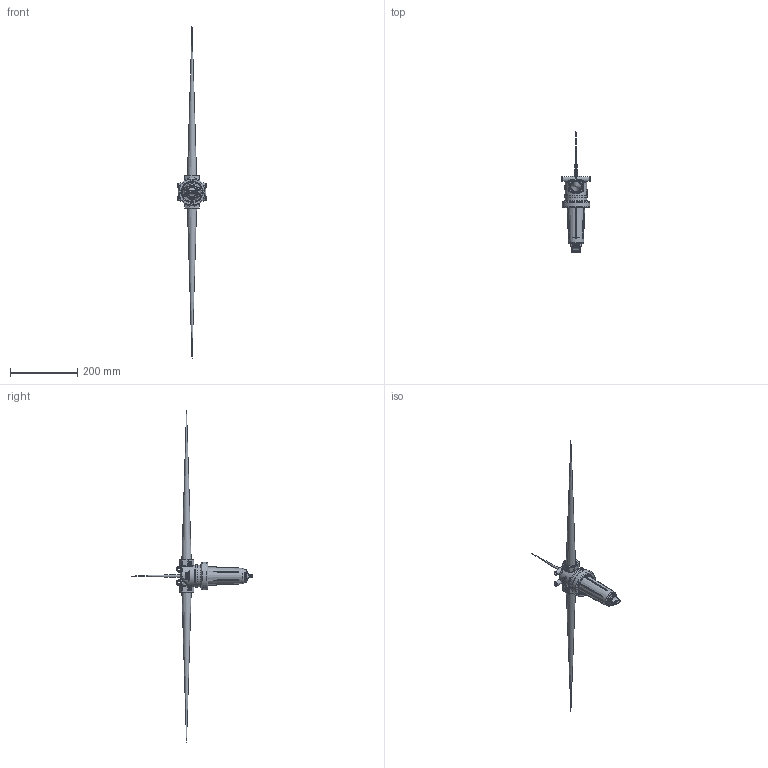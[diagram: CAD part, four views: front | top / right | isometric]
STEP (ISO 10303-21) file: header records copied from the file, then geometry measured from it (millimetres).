
FILE_DESCRIPTION(/* description */ ('1" POLY TEE STRAINER HEAD BOWL'),/* implementation_level */ '2;1');
FILE_NAME(/* name */ 'LST100-HB.stp',/* time_stamp */ '2019-09-13T15:54:19-04:00',/* author */ ('DGutierrez'),/* organization */ (''),/* preprocessor_version */ 'ST-DEVELOPER v17',/* originating_system */ 'Autodesk Inventor 2019',/* authorisation */ '');
FILE_SCHEMA (('AUTOMOTIVE_DESIGN { 1 0 10303 214 3 1 1 }'));
Products named in the file (9): LST100-HB; CE050D; LST100-B; LST100-XB; 12777; UV15163; LST100-G; LST100-H; LST1300D
Assembly tree (8 placements, depth 3):
  LST100-HB
    CE050D
    LST100-B
      LST100-XB
      12777
      UV15163
    LST100-G
    LST100-H
    LST1300D
Bounding box: 84.14 x 361.94 x 987.71 mm (x, y, z)
Volume: 293283.5 mm3; surface area: 277291.8 mm2
Topology: 8 solids, 8 shells, 2520 faces, 6728 edges, 4400 vertices
Faces by surface type: plane 1371, bspline 817, cylinder 226, cone 52, torus 41, sphere 13
Full cylindrical faces by diameter (mm): 12.7 x2, 19.05 x2, 25.527 x1, 28.702 x1, 31.75 x1, 35.052 x2, 37.846 x1, 51.054 x1, 53.34 x1, 53.848 x1, 55.744 x2, 59.436 x2, 60.847 x3, 63.5 x3, 64.135 x4, 64.77 x2, 82.55 x1
Entity records: 136476 total; most frequent: CARTESIAN_POINT 77704, ORIENTED_EDGE 13402, DIRECTION 9132, EDGE_CURVE 6701, VERTEX_POINT 4392, LINE 3994, VECTOR 3994, EDGE_LOOP 2731
